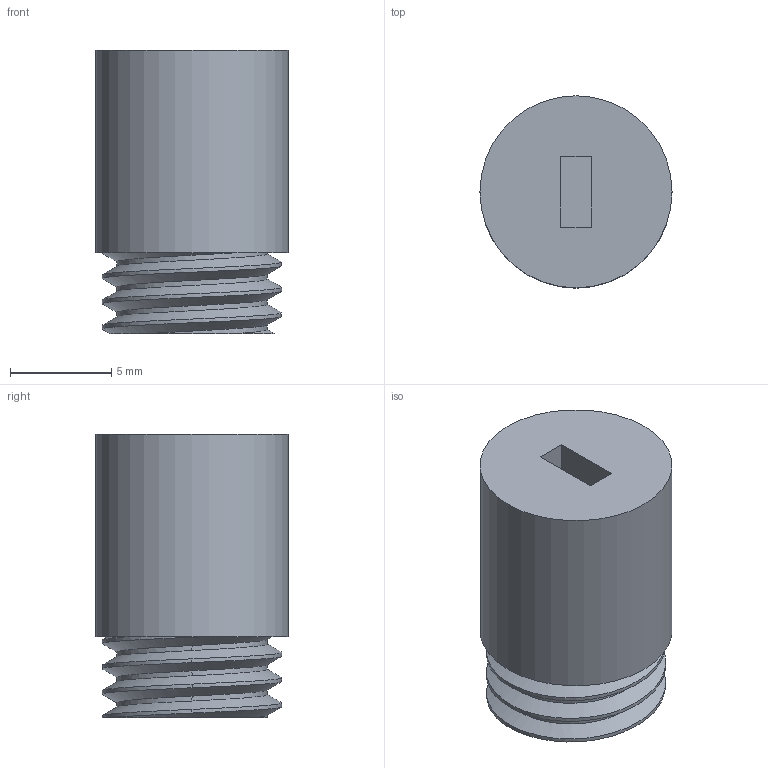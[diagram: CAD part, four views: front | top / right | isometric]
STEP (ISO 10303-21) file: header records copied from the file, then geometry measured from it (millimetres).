
FILE_DESCRIPTION(/* description */ (''),/* implementation_level */ '2;1');
FILE_NAME(/* name */ 'Threaded Breadboard Peg.step',/* time_stamp */ '2023-11-25T19:45:53-06:00',/* author */ (''),/* organization */ (''),/* preprocessor_version */ 'ST-DEVELOPER v20',/* originating_system */ 'Autodesk Translation Framework v12.14.0.127',/* authorisation */ '');
FILE_SCHEMA (('AUTOMOTIVE_DESIGN { 1 0 10303 214 3 1 1 }'));
Length unit declared in the file: millimetre
Products named in the file (2): (Unsaved); Breadboard Peg
Assembly tree (1 placements, depth 2):
  (Unsaved)
    Breadboard Peg
Bounding box: 9.5 x 9.5 x 14 mm (x, y, z)
Volume: 898.4 mm3; surface area: 644.6 mm2
Topology: 1 solids, 1 shells, 20 faces, 48 edges, 32 vertices
Faces by surface type: cylinder 10, plane 8, bspline 2
Full cylindrical faces by diameter (mm): 8.866 x1, 9.5 x1
Entity records: 1406 total; most frequent: CARTESIAN_POINT 925, ORIENTED_EDGE 96, DIRECTION 76, EDGE_CURVE 48, VERTEX_POINT 32, AXIS2_PLACEMENT_3D 28, EDGE_LOOP 22, B_SPLINE_CURVE_WITH_KNOTS 21
